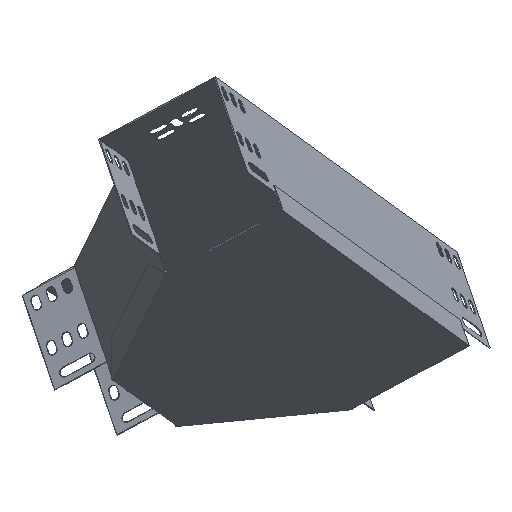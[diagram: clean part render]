
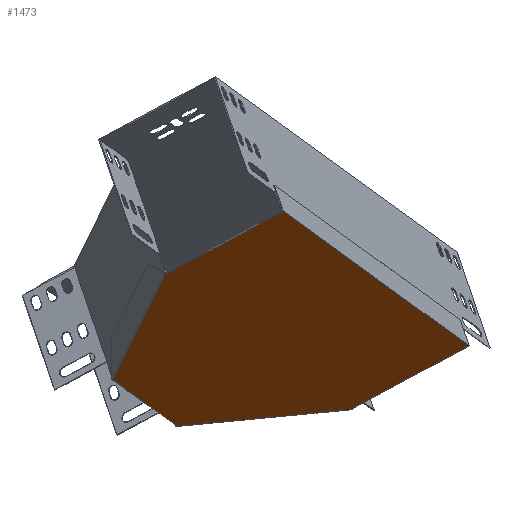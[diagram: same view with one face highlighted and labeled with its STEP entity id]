
A CAD part, front view. The second image highlights one B-rep face of the part: STEP entity #1473.
In plain terms, the highlighted planar face has unit normal (0.283, -0.485, -0.827).
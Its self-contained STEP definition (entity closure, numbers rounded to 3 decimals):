
#11 = VECTOR ( 'NONE', #2700, 1000. ) ;
#14 = LINE ( 'NONE', #9588, #11 ) ;
#39 = VECTOR ( 'NONE', #4280, 1000. ) ;
#63 = LINE ( 'NONE', #995, #39 ) ;
#72 = VECTOR ( 'NONE', #6557, 1000. ) ;
#87 = LINE ( 'NONE', #5015, #99 ) ;
#99 = VECTOR ( 'NONE', #5783, 1000. ) ;
#120 = LINE ( 'NONE', #141, #72 ) ;
#128 = VECTOR ( 'NONE', #960, 1000. ) ;
#138 = VECTOR ( 'NONE', #8076, 1000. ) ;
#141 = CARTESIAN_POINT ( 'NONE',  ( 114.476, 241.834, -96.325 ) ) ;
#145 = VECTOR ( 'NONE', #4988, 1000. ) ;
#153 = LINE ( 'NONE', #1830, #128 ) ;
#163 = VECTOR ( 'NONE', #4220, 1000. ) ;
#173 = LINE ( 'NONE', #5752, #145 ) ;
#183 = LINE ( 'NONE', #3437, #163 ) ;
#191 = LINE ( 'NONE', #4252, #138 ) ;
#960 = DIRECTION ( 'NONE',  ( 0.919, 0.385, 0.088 ) ) ;
#995 = CARTESIAN_POINT ( 'NONE',  ( -15.45, 187.395, -108.804 ) ) ;
#1288 = PLANE ( 'NONE',  #9027 ) ;
#1473 = ADVANCED_FACE ( 'NONE', ( #8445 ), #1288, .F. ) ;
#1599 = CARTESIAN_POINT ( 'NONE',  ( -23.432, -8.013, 3.133 ) ) ;
#1830 = CARTESIAN_POINT ( 'NONE',  ( -22.697, -7.705, 3.204 ) ) ;
#2330 = CARTESIAN_POINT ( 'NONE',  ( -62.409, 102.998, -75.336 ) ) ;
#2700 = DIRECTION ( 'NONE',  ( 0.455, 0.827, -0.33 ) ) ;
#2977 = DIRECTION ( 'NONE',  ( -0.283, 0.485, 0.827 ) ) ;
#3003 = VERTEX_POINT ( 'NONE', #5499 ) ;
#3437 = CARTESIAN_POINT ( 'NONE',  ( -61.674, 103.306, -75.265 ) ) ;
#3471 = EDGE_CURVE ( 'NONE', #9459, #6962, #183, .T. ) ;
#3476 = EDGE_CURVE ( 'NONE', #9459, #7538, #173, .T. ) ;
#3485 = EDGE_CURVE ( 'NONE', #7538, #6253, #153, .T. ) ;
#3501 = EDGE_CURVE ( 'NONE', #4931, #5590, #191, .T. ) ;
#3517 = EDGE_CURVE ( 'NONE', #5239, #6763, #120, .T. ) ;
#3533 = EDGE_CURVE ( 'NONE', #3003, #5239, #87, .T. ) ;
#3542 = EDGE_CURVE ( 'NONE', #3003, #8052, #63, .T. ) ;
#3580 = EDGE_CURVE ( 'NONE', #6962, #8052, #14, .T. ) ;
#3661 = EDGE_CURVE ( 'NONE', #4931, #6253, #10045, .T. ) ;
#3708 = EDGE_CURVE ( 'NONE', #6763, #5590, #9980, .T. ) ;
#3859 = ORIENTED_EDGE ( 'NONE', *, *, #3580, .T. ) ;
#3964 = ORIENTED_EDGE ( 'NONE', *, *, #3542, .F. ) ;
#4050 = ORIENTED_EDGE ( 'NONE', *, *, #3533, .T. ) ;
#4089 = CARTESIAN_POINT ( 'NONE',  ( -22.145, -7.474, 3.257 ) ) ;
#4121 = ORIENTED_EDGE ( 'NONE', *, *, #3517, .T. ) ;
#4220 = DIRECTION ( 'NONE',  ( 0.919, 0.385, 0.088 ) ) ;
#4231 = ORIENTED_EDGE ( 'NONE', *, *, #3708, .T. ) ;
#4252 = CARTESIAN_POINT ( 'NONE',  ( 63.143, -37.148, 49.832 ) ) ;
#4257 = ORIENTED_EDGE ( 'NONE', *, *, #3501, .F. ) ;
#4280 = DIRECTION ( 'NONE',  ( 0.276, -0.785, 0.555 ) ) ;
#4324 = ORIENTED_EDGE ( 'NONE', *, *, #3661, .T. ) ;
#4352 = ORIENTED_EDGE ( 'NONE', *, *, #3485, .F. ) ;
#4469 = ORIENTED_EDGE ( 'NONE', *, *, #3476, .F. ) ;
#4584 = ORIENTED_EDGE ( 'NONE', *, *, #3471, .T. ) ;
#4931 = VERTEX_POINT ( 'NONE', #9391 ) ;
#4988 = DIRECTION ( 'NONE',  ( 0.276, -0.785, 0.555 ) ) ;
#5015 = CARTESIAN_POINT ( 'NONE',  ( -16.71, 187.587, -109.348 ) ) ;
#5108 = DIRECTION ( 'NONE',  ( -0.845, 0.283, -0.455 ) ) ;
#5137 = CARTESIAN_POINT ( 'NONE',  ( 114.641, 241.363, -95.992 ) ) ;
#5236 = CARTESIAN_POINT ( 'NONE',  ( -15.284, 186.924, -108.471 ) ) ;
#5239 = VERTEX_POINT ( 'NONE', #7645 ) ;
#5499 = CARTESIAN_POINT ( 'NONE',  ( -15.67, 188.023, -109.248 ) ) ;
#5590 = VERTEX_POINT ( 'NONE', #6440 ) ;
#5750 = EDGE_LOOP ( 'NONE', ( #3859, #3964, #4050, #4121, #4231, #4257, #4324, #4352, #4469, #4584 ) ) ;
#5752 = CARTESIAN_POINT ( 'NONE',  ( -62.72, 103.886, -75.964 ) ) ;
#5783 = DIRECTION ( 'NONE',  ( 0.919, 0.385, 0.088 ) ) ;
#5913 = DIRECTION ( 'NONE',  ( 0.845, -0.283, 0.455 ) ) ;
#6253 = VERTEX_POINT ( 'NONE', #4089 ) ;
#6440 = CARTESIAN_POINT ( 'NONE',  ( 200.444, 212.625, -49.79 ) ) ;
#6557 = DIRECTION ( 'NONE',  ( 0.276, -0.785, 0.555 ) ) ;
#6763 = VERTEX_POINT ( 'NONE', #10008 ) ;
#6962 = VERTEX_POINT ( 'NONE', #7925 ) ;
#7538 = VERTEX_POINT ( 'NONE', #1599 ) ;
#7645 = CARTESIAN_POINT ( 'NONE',  ( 114.255, 242.462, -96.769 ) ) ;
#7925 = CARTESIAN_POINT ( 'NONE',  ( -61.122, 103.537, -75.212 ) ) ;
#8052 = VERTEX_POINT ( 'NONE', #5236 ) ;
#8076 = DIRECTION ( 'NONE',  ( 0.455, 0.827, -0.33 ) ) ;
#8177 = CARTESIAN_POINT ( 'NONE',  ( 62.981, -35.986, 49.095 ) ) ;
#8395 = DIRECTION ( 'NONE',  ( -0.455, -0.827, 0.33 ) ) ;
#8445 = FACE_OUTER_BOUND ( 'NONE', #5750, .T. ) ;
#9027 = AXIS2_PLACEMENT_3D ( 'NONE', #9820, #2977, #8395 ) ;
#9391 = CARTESIAN_POINT ( 'NONE',  ( 63.657, -36.212, 49.459 ) ) ;
#9459 = VERTEX_POINT ( 'NONE', #2330 ) ;
#9588 = CARTESIAN_POINT ( 'NONE',  ( -61.122, 103.537, -75.212 ) ) ;
#9820 = CARTESIAN_POINT ( 'NONE',  ( -80.767, 159.486, -114.761 ) ) ;
#9949 = VECTOR ( 'NONE', #5913, 1000. ) ;
#9980 = LINE ( 'NONE', #5137, #9949 ) ;
#10008 = CARTESIAN_POINT ( 'NONE',  ( 114.641, 241.363, -95.992 ) ) ;
#10028 = VECTOR ( 'NONE', #5108, 1000. ) ;
#10045 = LINE ( 'NONE', #8177, #10028 ) ;
